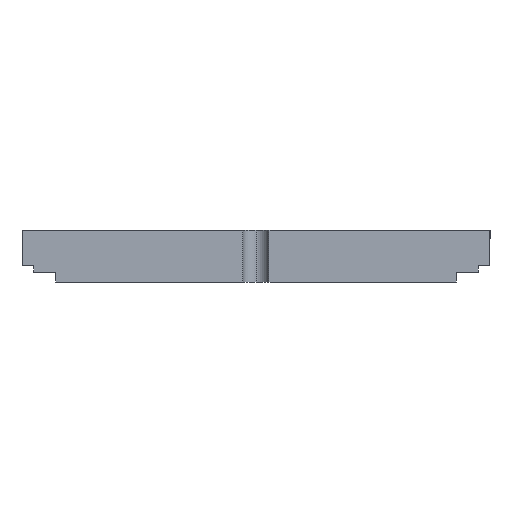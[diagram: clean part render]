
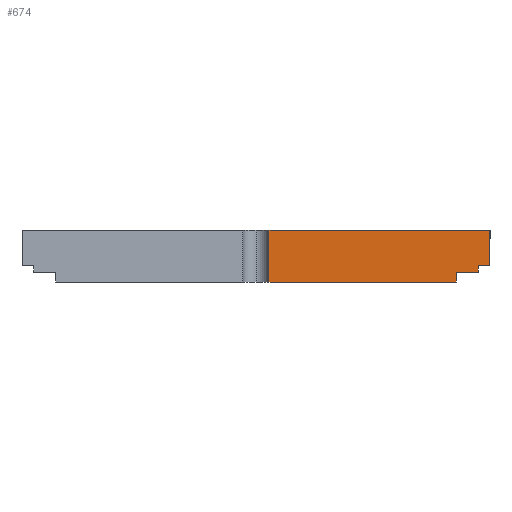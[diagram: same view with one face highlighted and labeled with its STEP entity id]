
A CAD part, left-side view. The second image highlights one B-rep face of the part: STEP entity #674.
In plain terms, the highlighted planar face has unit normal (-1, 0, 0).
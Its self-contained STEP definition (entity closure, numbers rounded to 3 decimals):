
#31 = VECTOR ( 'NONE', #1655, 1000. ) ;
#81 = CARTESIAN_POINT ( 'NONE',  ( 0., -4., 8. ) ) ;
#175 = VECTOR ( 'NONE', #2795, 1000. ) ;
#187 = PLANE ( 'NONE',  #1509 ) ;
#204 = VECTOR ( 'NONE', #2579, 1000. ) ;
#214 = CARTESIAN_POINT ( 'NONE',  ( 0., -32.8, 0. ) ) ;
#447 = DIRECTION ( 'NONE',  ( -1., 0., 0. ) ) ;
#546 = CARTESIAN_POINT ( 'NONE',  ( 0., -36.2, 1.5 ) ) ;
#611 = VERTEX_POINT ( 'NONE', #1065 ) ;
#668 = LINE ( 'NONE', #957, #31 ) ;
#674 = ADVANCED_FACE ( 'NONE', ( #1075 ), #187, .T. ) ;
#697 = CARTESIAN_POINT ( 'NONE',  ( 0., -36.2, 1.5 ) ) ;
#729 = LINE ( 'NONE', #1801, #1687 ) ;
#730 = LINE ( 'NONE', #2457, #2455 ) ;
#747 = LINE ( 'NONE', #2748, #1846 ) ;
#753 = ORIENTED_EDGE ( 'NONE', *, *, #2053, .F. ) ;
#847 = VERTEX_POINT ( 'NONE', #546 ) ;
#857 = LINE ( 'NONE', #1651, #204 ) ;
#889 = CARTESIAN_POINT ( 'NONE',  ( 0., -36.2, 2.5 ) ) ;
#937 = DIRECTION ( 'NONE',  ( 0., 0., 1. ) ) ;
#939 = ORIENTED_EDGE ( 'NONE', *, *, #1842, .F. ) ;
#953 = LINE ( 'NONE', #1593, #1981 ) ;
#957 = CARTESIAN_POINT ( 'NONE',  ( 0., -36.2, 1.5 ) ) ;
#1065 = CARTESIAN_POINT ( 'NONE',  ( 0., -38., 8. ) ) ;
#1075 = FACE_OUTER_BOUND ( 'NONE', #2022, .T. ) ;
#1140 = DIRECTION ( 'NONE',  ( 0., 0., 1. ) ) ;
#1250 = EDGE_CURVE ( 'NONE', #1327, #1781, #730, .T. ) ;
#1258 = CARTESIAN_POINT ( 'NONE',  ( 0., -32.8, 1.5 ) ) ;
#1327 = VERTEX_POINT ( 'NONE', #1258 ) ;
#1494 = VERTEX_POINT ( 'NONE', #1830 ) ;
#1509 = AXIS2_PLACEMENT_3D ( 'NONE', #2340, #447, #937 ) ;
#1593 = CARTESIAN_POINT ( 'NONE',  ( 0., -36.2, 2.5 ) ) ;
#1651 = CARTESIAN_POINT ( 'NONE',  ( 0., -38., 0. ) ) ;
#1655 = DIRECTION ( 'NONE',  ( 0., 1., 0. ) ) ;
#1672 = EDGE_CURVE ( 'NONE', #1892, #847, #2271, .T. ) ;
#1687 = VECTOR ( 'NONE', #2301, 1000. ) ;
#1746 = VECTOR ( 'NONE', #2923, 1000. ) ;
#1751 = ORIENTED_EDGE ( 'NONE', *, *, #2221, .F. ) ;
#1781 = VERTEX_POINT ( 'NONE', #214 ) ;
#1801 = CARTESIAN_POINT ( 'NONE',  ( 0., -38., 8. ) ) ;
#1828 = VERTEX_POINT ( 'NONE', #2424 ) ;
#1830 = CARTESIAN_POINT ( 'NONE',  ( 0., -4., 0. ) ) ;
#1842 = EDGE_CURVE ( 'NONE', #1828, #1892, #953, .T. ) ;
#1846 = VECTOR ( 'NONE', #1140, 1000. ) ;
#1885 = EDGE_CURVE ( 'NONE', #611, #2636, #729, .T. ) ;
#1887 = ORIENTED_EDGE ( 'NONE', *, *, #1885, .T. ) ;
#1892 = VERTEX_POINT ( 'NONE', #889 ) ;
#1938 = ORIENTED_EDGE ( 'NONE', *, *, #1250, .F. ) ;
#1981 = VECTOR ( 'NONE', #2288, 1000. ) ;
#2022 = EDGE_LOOP ( 'NONE', ( #2448, #939, #1751, #1887, #3041, #753, #1938, #2767 ) ) ;
#2053 = EDGE_CURVE ( 'NONE', #1781, #1494, #857, .T. ) ;
#2221 = EDGE_CURVE ( 'NONE', #611, #1828, #2510, .T. ) ;
#2271 = LINE ( 'NONE', #697, #175 ) ;
#2279 = EDGE_CURVE ( 'NONE', #1494, #2636, #747, .T. ) ;
#2288 = DIRECTION ( 'NONE',  ( 0., 1., 0. ) ) ;
#2301 = DIRECTION ( 'NONE',  ( 0., 1., 0. ) ) ;
#2340 = CARTESIAN_POINT ( 'NONE',  ( 0., -38., 8. ) ) ;
#2424 = CARTESIAN_POINT ( 'NONE',  ( 0., -38., 2.5 ) ) ;
#2442 = CARTESIAN_POINT ( 'NONE',  ( 0., -38., 8. ) ) ;
#2448 = ORIENTED_EDGE ( 'NONE', *, *, #1672, .F. ) ;
#2455 = VECTOR ( 'NONE', #2938, 1000. ) ;
#2457 = CARTESIAN_POINT ( 'NONE',  ( 0., -32.8, 1.5 ) ) ;
#2510 = LINE ( 'NONE', #2442, #1746 ) ;
#2579 = DIRECTION ( 'NONE',  ( 0., 1., 0. ) ) ;
#2636 = VERTEX_POINT ( 'NONE', #81 ) ;
#2748 = CARTESIAN_POINT ( 'NONE',  ( 0., -4., 0. ) ) ;
#2767 = ORIENTED_EDGE ( 'NONE', *, *, #2827, .F. ) ;
#2795 = DIRECTION ( 'NONE',  ( 0., 0., -1. ) ) ;
#2827 = EDGE_CURVE ( 'NONE', #847, #1327, #668, .T. ) ;
#2923 = DIRECTION ( 'NONE',  ( 0., 0., -1. ) ) ;
#2938 = DIRECTION ( 'NONE',  ( 0., 0., -1. ) ) ;
#3041 = ORIENTED_EDGE ( 'NONE', *, *, #2279, .F. ) ;
